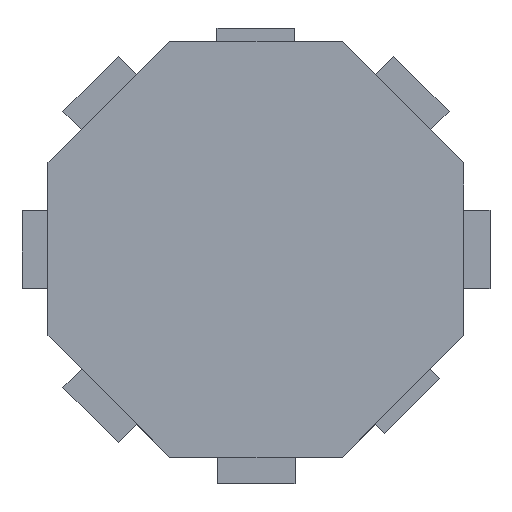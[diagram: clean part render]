
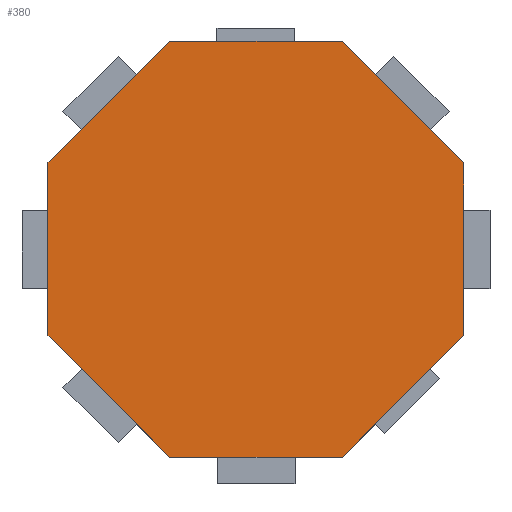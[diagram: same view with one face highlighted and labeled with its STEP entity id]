
A CAD part, top view. The second image highlights one B-rep face of the part: STEP entity #380.
In plain terms, the highlighted planar face has unit normal (0, 0, 1).
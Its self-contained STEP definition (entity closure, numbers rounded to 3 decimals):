
#36 = EDGE_CURVE ( 'NONE', #1102, #146, #292, .T. ) ;
#44 = CARTESIAN_POINT ( 'NONE',  ( -8., 3.314, 8.9 ) ) ;
#50 = CARTESIAN_POINT ( 'NONE',  ( -8., 3.314, 8.9 ) ) ;
#54 = CARTESIAN_POINT ( 'NONE',  ( 3.314, -8., 8.9 ) ) ;
#66 = VECTOR ( 'NONE', #1055, 1000. ) ;
#108 = LINE ( 'NONE', #457, #853 ) ;
#133 = LINE ( 'NONE', #50, #1890 ) ;
#136 = DIRECTION ( 'NONE',  ( 1., 0., 0. ) ) ;
#146 = VERTEX_POINT ( 'NONE', #516 ) ;
#292 = LINE ( 'NONE', #1075, #1237 ) ;
#302 = CARTESIAN_POINT ( 'NONE',  ( -3.314, -8., 8.9 ) ) ;
#377 = DIRECTION ( 'NONE',  ( 0., 0., -1. ) ) ;
#380 = ADVANCED_FACE ( 'NONE', ( #1932 ), #1137, .F. ) ;
#392 = DIRECTION ( 'NONE',  ( -1., 0., 0. ) ) ;
#404 = VECTOR ( 'NONE', #392, 1000. ) ;
#445 = EDGE_CURVE ( 'NONE', #2082, #740, #1820, .T. ) ;
#457 = CARTESIAN_POINT ( 'NONE',  ( -8., -3.314, 8.9 ) ) ;
#489 = DIRECTION ( 'NONE',  ( -0.707, 0.707, 0. ) ) ;
#511 = CARTESIAN_POINT ( 'NONE',  ( -3.314, -8., 8.9 ) ) ;
#516 = CARTESIAN_POINT ( 'NONE',  ( 3.314, 8., 8.9 ) ) ;
#568 = CARTESIAN_POINT ( 'NONE',  ( -8., -3.314, 8.9 ) ) ;
#639 = DIRECTION ( 'NONE',  ( 0., 1., 0. ) ) ;
#660 = CARTESIAN_POINT ( 'NONE',  ( 8., -3.314, 8.9 ) ) ;
#740 = VERTEX_POINT ( 'NONE', #511 ) ;
#850 = VECTOR ( 'NONE', #489, 1000. ) ;
#853 = VECTOR ( 'NONE', #639, 1000. ) ;
#936 = ORIENTED_EDGE ( 'NONE', *, *, #1006, .F. ) ;
#951 = EDGE_CURVE ( 'NONE', #1982, #1102, #133, .T. ) ;
#980 = EDGE_CURVE ( 'NONE', #2104, #2082, #1336, .T. ) ;
#987 = DIRECTION ( 'NONE',  ( 0.707, 0.707, 0. ) ) ;
#1006 = EDGE_CURVE ( 'NONE', #1342, #1982, #108, .T. ) ;
#1055 = DIRECTION ( 'NONE',  ( 0., -1., 0. ) ) ;
#1075 = CARTESIAN_POINT ( 'NONE',  ( -3.314, 8., 8.9 ) ) ;
#1102 = VERTEX_POINT ( 'NONE', #2284 ) ;
#1137 = PLANE ( 'NONE',  #1920 ) ;
#1184 = ORIENTED_EDGE ( 'NONE', *, *, #445, .F. ) ;
#1193 = CARTESIAN_POINT ( 'NONE',  ( 8., -3.314, 8.9 ) ) ;
#1237 = VECTOR ( 'NONE', #136, 1000. ) ;
#1251 = CARTESIAN_POINT ( 'NONE',  ( 8., 3.314, 8.9 ) ) ;
#1259 = ORIENTED_EDGE ( 'NONE', *, *, #36, .F. ) ;
#1284 = EDGE_CURVE ( 'NONE', #740, #1342, #2162, .T. ) ;
#1305 = ORIENTED_EDGE ( 'NONE', *, *, #980, .F. ) ;
#1336 = LINE ( 'NONE', #660, #1473 ) ;
#1342 = VERTEX_POINT ( 'NONE', #568 ) ;
#1473 = VECTOR ( 'NONE', #1561, 1000. ) ;
#1475 = EDGE_LOOP ( 'NONE', ( #1259, #2038, #936, #2347, #1184, #1305, #2307, #2168 ) ) ;
#1513 = CARTESIAN_POINT ( 'NONE',  ( 0., 0., 8.9 ) ) ;
#1561 = DIRECTION ( 'NONE',  ( -0.707, -0.707, 0. ) ) ;
#1677 = DIRECTION ( 'NONE',  ( -1., 0., 0. ) ) ;
#1722 = VERTEX_POINT ( 'NONE', #1251 ) ;
#1792 = CARTESIAN_POINT ( 'NONE',  ( 8., 3.314, 8.9 ) ) ;
#1820 = LINE ( 'NONE', #2033, #404 ) ;
#1847 = LINE ( 'NONE', #2129, #2200 ) ;
#1890 = VECTOR ( 'NONE', #987, 1000. ) ;
#1920 = AXIS2_PLACEMENT_3D ( 'NONE', #1513, #377, #1677 ) ;
#1932 = FACE_OUTER_BOUND ( 'NONE', #1475, .T. ) ;
#1982 = VERTEX_POINT ( 'NONE', #44 ) ;
#2033 = CARTESIAN_POINT ( 'NONE',  ( 3.314, -8., 8.9 ) ) ;
#2038 = ORIENTED_EDGE ( 'NONE', *, *, #951, .F. ) ;
#2082 = VERTEX_POINT ( 'NONE', #54 ) ;
#2104 = VERTEX_POINT ( 'NONE', #1193 ) ;
#2129 = CARTESIAN_POINT ( 'NONE',  ( 3.314, 8., 8.9 ) ) ;
#2141 = DIRECTION ( 'NONE',  ( 0.707, -0.707, 0. ) ) ;
#2162 = LINE ( 'NONE', #302, #850 ) ;
#2168 = ORIENTED_EDGE ( 'NONE', *, *, #2333, .F. ) ;
#2176 = LINE ( 'NONE', #1792, #66 ) ;
#2200 = VECTOR ( 'NONE', #2141, 1000. ) ;
#2236 = EDGE_CURVE ( 'NONE', #1722, #2104, #2176, .T. ) ;
#2284 = CARTESIAN_POINT ( 'NONE',  ( -3.314, 8., 8.9 ) ) ;
#2307 = ORIENTED_EDGE ( 'NONE', *, *, #2236, .F. ) ;
#2333 = EDGE_CURVE ( 'NONE', #146, #1722, #1847, .T. ) ;
#2347 = ORIENTED_EDGE ( 'NONE', *, *, #1284, .F. ) ;
